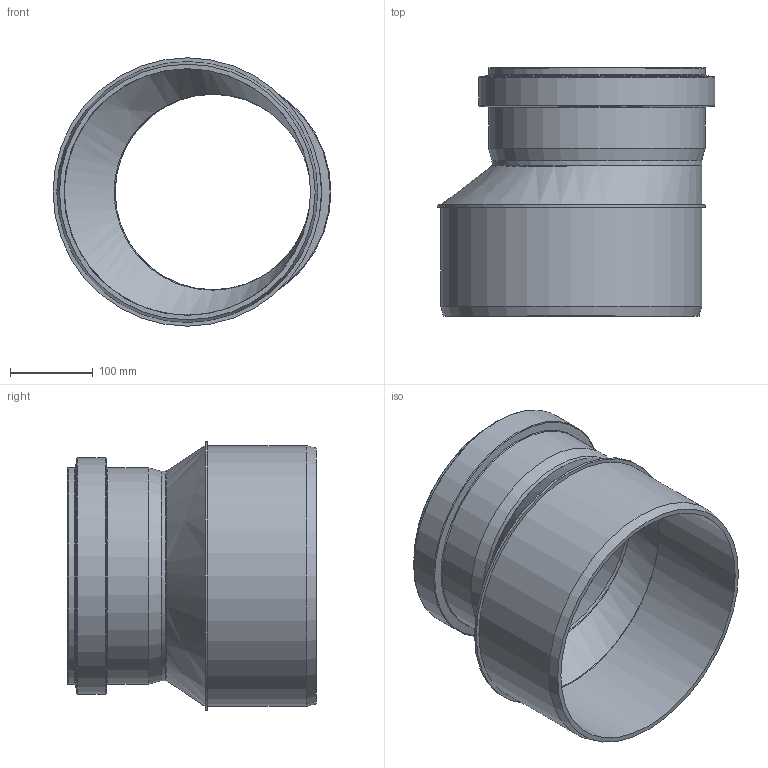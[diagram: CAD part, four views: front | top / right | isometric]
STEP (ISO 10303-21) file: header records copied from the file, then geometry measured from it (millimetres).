
FILE_DESCRIPTION(/* description */ (''),/* implementation_level */ '2;1');
FILE_NAME(/* name */ '225700 KGR Reduktion DN_OD 315_250.stp',/* time_stamp */ '2017-05-03T11:19:38+02:00',/* author */ ('user1'),/* organization */ (''),/* preprocessor_version */ 'ST-DEVELOPER v16.1',/* originating_system */ 'Autodesk Inventor 2016',/* authorisation */ '');
FILE_SCHEMA (('AUTOMOTIVE_DESIGN { 1 0 10303 214 3 1 1 }'));
Length unit declared in the file: millimetre
Products named in the file (1): 225700 KGR Reduktion DN_OD 315_250
Bounding box: 336 x 300.5 x 324.6 mm (x, y, z)
Volume: 2259001.5 mm3; surface area: 609981.3 mm2
Topology: 1 solids, 1 shells, 39 faces, 83 edges, 43 vertices
Faces by surface type: cylinder 12, torus 10, cone 7, bspline 5, plane 5
Full cylindrical faces by diameter (mm): 236.3 x1, 250.8 x1, 251.1 x2, 253.7 x1, 261.8 x1, 262.1 x1, 274.5 x1, 285.5 x1, 298.2 x1, 315.6 x1, 324.6 x1
Entity records: 1882 total; most frequent: CARTESIAN_POINT 1205, DIRECTION 138, ORIENTED_EDGE 90, EDGE_LOOP 73, AXIS2_PLACEMENT_3D 69, EDGE_CURVE 45, VERTEX_POINT 40, FACE_OUTER_BOUND 39
